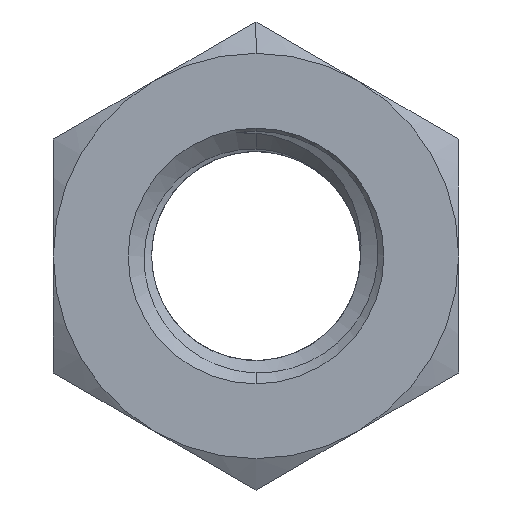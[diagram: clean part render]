
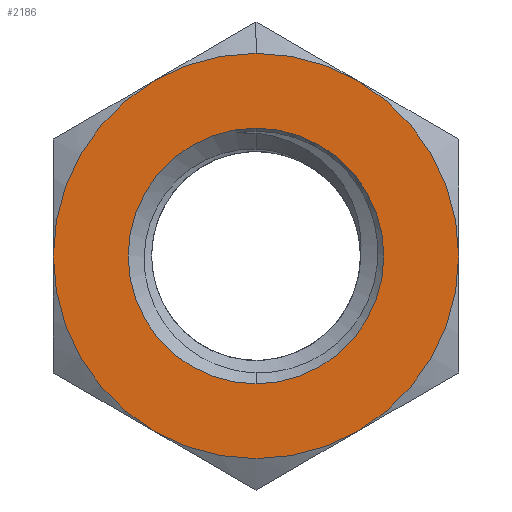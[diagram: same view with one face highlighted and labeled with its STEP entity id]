
A CAD part, front view. The second image highlights one B-rep face of the part: STEP entity #2186.
In plain terms, the highlighted planar face has unit normal (0, -1, 0).
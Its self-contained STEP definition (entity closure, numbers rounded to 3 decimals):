
#12 = DIRECTION ( 'NONE',  ( 0., 0., 1. ) ) ;
#14 = ORIENTED_EDGE ( 'NONE', *, *, #720, .F. ) ;
#41 = VERTEX_POINT ( 'NONE', #1596 ) ;
#44 = ORIENTED_EDGE ( 'NONE', *, *, #392, .T. ) ;
#53 = EDGE_CURVE ( 'NONE', #2069, #1770, #812, .T. ) ;
#55 = DIRECTION ( 'NONE',  ( 0., 0., 1. ) ) ;
#58 = DIRECTION ( 'NONE',  ( 0., 1., 0. ) ) ;
#59 = ORIENTED_EDGE ( 'NONE', *, *, #1621, .T. ) ;
#93 = CARTESIAN_POINT ( 'NONE',  ( 3.25, -2., 5.629 ) ) ;
#99 = CARTESIAN_POINT ( 'NONE',  ( 0., -2., 0. ) ) ;
#210 = CARTESIAN_POINT ( 'NONE',  ( 0., -2., 0. ) ) ;
#223 = DIRECTION ( 'NONE',  ( 0., 1., 0. ) ) ;
#258 = CARTESIAN_POINT ( 'NONE',  ( -6.5, -2., -3.753 ) ) ;
#281 = DIRECTION ( 'NONE',  ( 0., -1., 0. ) ) ;
#361 = DIRECTION ( 'NONE',  ( 0., -1., 0. ) ) ;
#392 = EDGE_CURVE ( 'NONE', #1365, #1349, #878, .T. ) ;
#399 = ORIENTED_EDGE ( 'NONE', *, *, #559, .T. ) ;
#417 = PLANE ( 'NONE',  #2198 ) ;
#484 = DIRECTION ( 'NONE',  ( 0., 0., 1. ) ) ;
#508 = DIRECTION ( 'NONE',  ( 0., 0., 1. ) ) ;
#559 = EDGE_CURVE ( 'NONE', #681, #676, #2077, .T. ) ;
#560 = CARTESIAN_POINT ( 'NONE',  ( 0., -2., -4.1 ) ) ;
#570 = DIRECTION ( 'NONE',  ( 0., 0., 1. ) ) ;
#580 = DIRECTION ( 'NONE',  ( 0., 1., 0. ) ) ;
#585 = EDGE_LOOP ( 'NONE', ( #399, #59, #1828, #751, #1610, #1450, #14 ) ) ;
#648 = FACE_OUTER_BOUND ( 'NONE', #585, .T. ) ;
#676 = VERTEX_POINT ( 'NONE', #1321 ) ;
#681 = VERTEX_POINT ( 'NONE', #93 ) ;
#683 = CARTESIAN_POINT ( 'NONE',  ( 0., -2., 0. ) ) ;
#698 = DIRECTION ( 'NONE',  ( 0., 0., 1. ) ) ;
#706 = VERTEX_POINT ( 'NONE', #2194 ) ;
#720 = EDGE_CURVE ( 'NONE', #681, #706, #759, .T. ) ;
#739 = AXIS2_PLACEMENT_3D ( 'NONE', #1301, #1119, #1488 ) ;
#751 = ORIENTED_EDGE ( 'NONE', *, *, #1944, .T. ) ;
#759 = CIRCLE ( 'NONE', #904, 6.5 ) ;
#812 = CIRCLE ( 'NONE', #1653, 6.5 ) ;
#819 = CIRCLE ( 'NONE', #1514, 4.1 ) ;
#829 = CARTESIAN_POINT ( 'NONE',  ( 0., -2., 0. ) ) ;
#858 = DIRECTION ( 'NONE',  ( 0., 1., 0. ) ) ;
#875 = CIRCLE ( 'NONE', #1779, 6.5 ) ;
#878 = CIRCLE ( 'NONE', #1609, 4.1 ) ;
#904 = AXIS2_PLACEMENT_3D ( 'NONE', #683, #858, #698 ) ;
#911 = CARTESIAN_POINT ( 'NONE',  ( 0., -2., 0. ) ) ;
#929 = DIRECTION ( 'NONE',  ( 0., 0., 1. ) ) ;
#937 = DIRECTION ( 'NONE',  ( 0., 0., 1. ) ) ;
#943 = CARTESIAN_POINT ( 'NONE',  ( 0., -2., 0. ) ) ;
#995 = EDGE_CURVE ( 'NONE', #1770, #706, #1969, .T. ) ;
#1005 = FACE_BOUND ( 'NONE', #1014, .T. ) ;
#1014 = EDGE_LOOP ( 'NONE', ( #44, #1993 ) ) ;
#1052 = AXIS2_PLACEMENT_3D ( 'NONE', #829, #1704, #508 ) ;
#1119 = DIRECTION ( 'NONE',  ( 0., -1., 0. ) ) ;
#1172 = AXIS2_PLACEMENT_3D ( 'NONE', #1399, #361, #12 ) ;
#1245 = CARTESIAN_POINT ( 'NONE',  ( 0., -2., 0. ) ) ;
#1270 = DIRECTION ( 'NONE',  ( 0., 0., 1. ) ) ;
#1279 = DIRECTION ( 'NONE',  ( 0., -1., 0. ) ) ;
#1301 = CARTESIAN_POINT ( 'NONE',  ( 0., -2., 0. ) ) ;
#1321 = CARTESIAN_POINT ( 'NONE',  ( 0., -2., 6.5 ) ) ;
#1326 = VERTEX_POINT ( 'NONE', #1926 ) ;
#1349 = VERTEX_POINT ( 'NONE', #1592 ) ;
#1365 = VERTEX_POINT ( 'NONE', #560 ) ;
#1383 = CIRCLE ( 'NONE', #1172, 6.5 ) ;
#1399 = CARTESIAN_POINT ( 'NONE',  ( 0., -2., 0. ) ) ;
#1403 = EDGE_CURVE ( 'NONE', #1349, #1365, #819, .T. ) ;
#1450 = ORIENTED_EDGE ( 'NONE', *, *, #995, .T. ) ;
#1488 = DIRECTION ( 'NONE',  ( 0., 0., 1. ) ) ;
#1514 = AXIS2_PLACEMENT_3D ( 'NONE', #1245, #58, #929 ) ;
#1592 = CARTESIAN_POINT ( 'NONE',  ( 0., -2., 4.1 ) ) ;
#1596 = CARTESIAN_POINT ( 'NONE',  ( -6.5, -2., 0. ) ) ;
#1609 = AXIS2_PLACEMENT_3D ( 'NONE', #911, #223, #55 ) ;
#1610 = ORIENTED_EDGE ( 'NONE', *, *, #53, .T. ) ;
#1621 = EDGE_CURVE ( 'NONE', #676, #1326, #875, .T. ) ;
#1623 = AXIS2_PLACEMENT_3D ( 'NONE', #210, #2087, #570 ) ;
#1653 = AXIS2_PLACEMENT_3D ( 'NONE', #943, #1279, #1270 ) ;
#1704 = DIRECTION ( 'NONE',  ( 0., -1., 0. ) ) ;
#1770 = VERTEX_POINT ( 'NONE', #1853 ) ;
#1779 = AXIS2_PLACEMENT_3D ( 'NONE', #99, #281, #484 ) ;
#1797 = CIRCLE ( 'NONE', #1623, 6.5 ) ;
#1828 = ORIENTED_EDGE ( 'NONE', *, *, #1970, .T. ) ;
#1853 = CARTESIAN_POINT ( 'NONE',  ( 3.25, -2., -5.629 ) ) ;
#1926 = CARTESIAN_POINT ( 'NONE',  ( -3.25, -2., 5.629 ) ) ;
#1940 = CARTESIAN_POINT ( 'NONE',  ( -3.25, -2., -5.629 ) ) ;
#1944 = EDGE_CURVE ( 'NONE', #41, #2069, #1383, .T. ) ;
#1969 = CIRCLE ( 'NONE', #1052, 6.5 ) ;
#1970 = EDGE_CURVE ( 'NONE', #1326, #41, #1797, .T. ) ;
#1993 = ORIENTED_EDGE ( 'NONE', *, *, #1403, .T. ) ;
#2069 = VERTEX_POINT ( 'NONE', #1940 ) ;
#2077 = CIRCLE ( 'NONE', #739, 6.5 ) ;
#2087 = DIRECTION ( 'NONE',  ( 0., -1., 0. ) ) ;
#2186 = ADVANCED_FACE ( 'NONE', ( #1005, #648 ), #417, .F. ) ;
#2194 = CARTESIAN_POINT ( 'NONE',  ( 6.5, -2., 0. ) ) ;
#2198 = AXIS2_PLACEMENT_3D ( 'NONE', #258, #580, #937 ) ;
